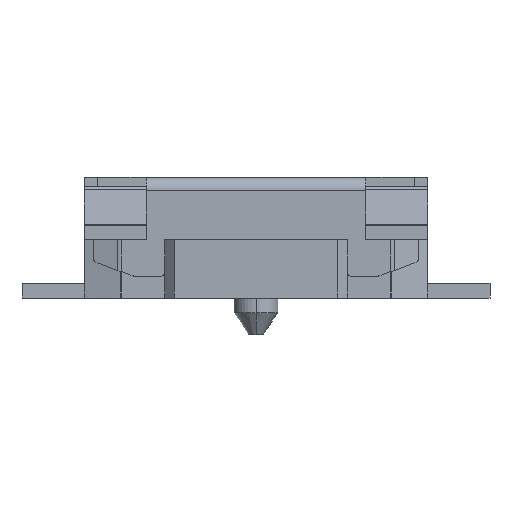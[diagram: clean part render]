
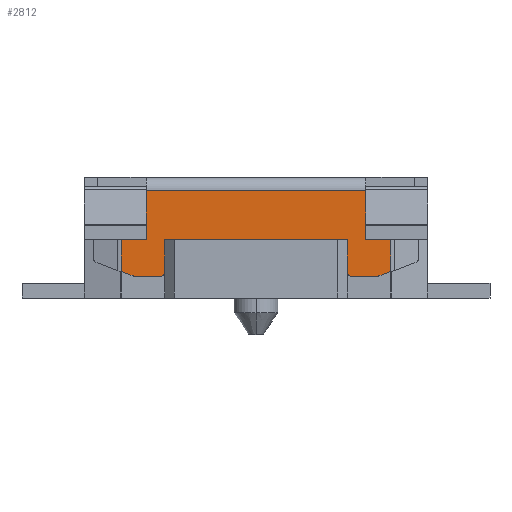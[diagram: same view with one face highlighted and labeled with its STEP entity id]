
A CAD part, left-side view. The second image highlights one B-rep face of the part: STEP entity #2812.
In plain terms, the highlighted planar face has unit normal (-1, 0, 0).
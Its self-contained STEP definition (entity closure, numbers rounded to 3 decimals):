
#5 = VERTEX_POINT ( 'NONE', #9819 ) ;
#63 = EDGE_CURVE ( 'NONE', #6677, #1485, #2905, .T. ) ;
#100 = AXIS2_PLACEMENT_3D ( 'NONE', #7053, #3040, #653 ) ;
#242 = AXIS2_PLACEMENT_3D ( 'NONE', #6079, #2668, #8545 ) ;
#342 = ORIENTED_EDGE ( 'NONE', *, *, #9557, .T. ) ;
#395 = CARTESIAN_POINT ( 'NONE',  ( -1.75, -1.843, 0.8 ) ) ;
#412 = CIRCLE ( 'NONE', #242, 0.05 ) ;
#420 = DIRECTION ( 'NONE',  ( 0., 0., -1. ) ) ;
#467 = ORIENTED_EDGE ( 'NONE', *, *, #4034, .T. ) ;
#517 = DIRECTION ( 'NONE',  ( 0., 0., -1. ) ) ;
#534 = EDGE_CURVE ( 'NONE', #6990, #5, #4308, .T. ) ;
#605 = EDGE_CURVE ( 'NONE', #3935, #3690, #8253, .T. ) ;
#629 = CARTESIAN_POINT ( 'NONE',  ( -1.75, 1.861, -1.014 ) ) ;
#653 = DIRECTION ( 'NONE',  ( 0., 1., 0. ) ) ;
#664 = CARTESIAN_POINT ( 'NONE',  ( -1.75, 2.35, 0.8 ) ) ;
#672 = VERTEX_POINT ( 'NONE', #2915 ) ;
#673 = EDGE_CURVE ( 'NONE', #6397, #7270, #9287, .T. ) ;
#927 = VECTOR ( 'NONE', #7298, 1000. ) ;
#1066 = DIRECTION ( 'NONE',  ( 0., -1., 0. ) ) ;
#1072 = VECTOR ( 'NONE', #5995, 1000. ) ;
#1304 = DIRECTION ( 'NONE',  ( 0., 0., -1. ) ) ;
#1382 = CARTESIAN_POINT ( 'NONE',  ( -1.75, 1.5, 1.47 ) ) ;
#1412 = EDGE_CURVE ( 'NONE', #4547, #8743, #5873, .T. ) ;
#1485 = VERTEX_POINT ( 'NONE', #2790 ) ;
#1523 = CARTESIAN_POINT ( 'NONE',  ( -1.75, 1.663, 0.3 ) ) ;
#1655 = CARTESIAN_POINT ( 'NONE',  ( -1.75, -1.5, 6.088 ) ) ;
#1708 = VERTEX_POINT ( 'NONE', #8985 ) ;
#1733 = CARTESIAN_POINT ( 'NONE',  ( -1.75, 1.843, 0.8 ) ) ;
#1810 = CARTESIAN_POINT ( 'NONE',  ( -1.75, 2.35, 0.3 ) ) ;
#1965 = DIRECTION ( 'NONE',  ( 0., -1., 0. ) ) ;
#1996 = ORIENTED_EDGE ( 'NONE', *, *, #1412, .F. ) ;
#2077 = EDGE_CURVE ( 'NONE', #3690, #4547, #6519, .T. ) ;
#2245 = VECTOR ( 'NONE', #10036, 1000. ) ;
#2369 = ORIENTED_EDGE ( 'NONE', *, *, #2077, .F. ) ;
#2445 = AXIS2_PLACEMENT_3D ( 'NONE', #7851, #3693, #1304 ) ;
#2462 = LINE ( 'NONE', #4846, #10354 ) ;
#2555 = VERTEX_POINT ( 'NONE', #9214 ) ;
#2620 = CARTESIAN_POINT ( 'NONE',  ( -1.75, 2.35, 1.47 ) ) ;
#2668 = DIRECTION ( 'NONE',  ( -1., 0., 0. ) ) ;
#2688 = CARTESIAN_POINT ( 'NONE',  ( -1.75, 1.25, 0.35 ) ) ;
#2764 = CARTESIAN_POINT ( 'NONE',  ( -1.75, -1.843, 0.3 ) ) ;
#2790 = CARTESIAN_POINT ( 'NONE',  ( -1.75, -1.68, 0.303 ) ) ;
#2799 = VECTOR ( 'NONE', #1965, 1000. ) ;
#2812 = ADVANCED_FACE ( 'NONE', ( #4623 ), #3837, .F. ) ;
#2853 = EDGE_CURVE ( 'NONE', #4915, #8138, #2462, .T. ) ;
#2905 = LINE ( 'NONE', #629, #7522 ) ;
#2915 = CARTESIAN_POINT ( 'NONE',  ( -1.75, -1.3, 0.3 ) ) ;
#3040 = DIRECTION ( 'NONE',  ( 1., 0., 0. ) ) ;
#3192 = ORIENTED_EDGE ( 'NONE', *, *, #63, .F. ) ;
#3271 = ORIENTED_EDGE ( 'NONE', *, *, #534, .F. ) ;
#3318 = VERTEX_POINT ( 'NONE', #5681 ) ;
#3327 = CARTESIAN_POINT ( 'NONE',  ( -1.75, 2.35, 0.3 ) ) ;
#3367 = CARTESIAN_POINT ( 'NONE',  ( -1.75, -1.3, 0.35 ) ) ;
#3379 = CARTESIAN_POINT ( 'NONE',  ( -1.75, -1.5, 1.47 ) ) ;
#3386 = EDGE_CURVE ( 'NONE', #4915, #6509, #412, .T. ) ;
#3518 = CARTESIAN_POINT ( 'NONE',  ( -1.75, 1.843, 0.8 ) ) ;
#3648 = CIRCLE ( 'NONE', #5675, 0.05 ) ;
#3690 = VERTEX_POINT ( 'NONE', #3379 ) ;
#3693 = DIRECTION ( 'NONE',  ( -1., 0., 0. ) ) ;
#3696 = EDGE_CURVE ( 'NONE', #6509, #2555, #5762, .T. ) ;
#3742 = CARTESIAN_POINT ( 'NONE',  ( -1.75, 1.843, 0.3 ) ) ;
#3743 = LINE ( 'NONE', #4438, #7716 ) ;
#3837 = PLANE ( 'NONE',  #100 ) ;
#3853 = ORIENTED_EDGE ( 'NONE', *, *, #3386, .T. ) ;
#3935 = VERTEX_POINT ( 'NONE', #1382 ) ;
#4027 = ORIENTED_EDGE ( 'NONE', *, *, #8422, .F. ) ;
#4034 = EDGE_CURVE ( 'NONE', #3935, #5, #3743, .T. ) ;
#4308 = LINE ( 'NONE', #3518, #7985 ) ;
#4328 = DIRECTION ( 'NONE',  ( 0., -1., 0. ) ) ;
#4359 = LINE ( 'NONE', #2764, #1072 ) ;
#4438 = CARTESIAN_POINT ( 'NONE',  ( -1.75, 1.5, 6.088 ) ) ;
#4540 = DIRECTION ( 'NONE',  ( 0., -1., 0. ) ) ;
#4547 = VERTEX_POINT ( 'NONE', #9185 ) ;
#4623 = FACE_OUTER_BOUND ( 'NONE', #7302, .T. ) ;
#4829 = CARTESIAN_POINT ( 'NONE',  ( -1.75, 1.3, 0.35 ) ) ;
#4846 = CARTESIAN_POINT ( 'NONE',  ( -1.75, 2.268, 0.522 ) ) ;
#4915 = VERTEX_POINT ( 'NONE', #7438 ) ;
#5254 = EDGE_CURVE ( 'NONE', #1708, #672, #3648, .T. ) ;
#5410 = VERTEX_POINT ( 'NONE', #9052 ) ;
#5459 = VECTOR ( 'NONE', #8982, 1000. ) ;
#5662 = CIRCLE ( 'NONE', #2445, 0.05 ) ;
#5675 = AXIS2_PLACEMENT_3D ( 'NONE', #3367, #7425, #6539 ) ;
#5681 = CARTESIAN_POINT ( 'NONE',  ( -1.75, -1.663, 0.3 ) ) ;
#5762 = LINE ( 'NONE', #3327, #7871 ) ;
#5873 = LINE ( 'NONE', #6795, #9164 ) ;
#5995 = DIRECTION ( 'NONE',  ( 0., 0., 1. ) ) ;
#6008 = ORIENTED_EDGE ( 'NONE', *, *, #605, .F. ) ;
#6079 = CARTESIAN_POINT ( 'NONE',  ( -1.75, 1.663, 0.35 ) ) ;
#6199 = ORIENTED_EDGE ( 'NONE', *, *, #9396, .T. ) ;
#6397 = VERTEX_POINT ( 'NONE', #2688 ) ;
#6509 = VERTEX_POINT ( 'NONE', #1523 ) ;
#6519 = LINE ( 'NONE', #1655, #927 ) ;
#6539 = DIRECTION ( 'NONE',  ( 0., 0., -1. ) ) ;
#6598 = DIRECTION ( 'NONE',  ( 0., -1., 0. ) ) ;
#6677 = VERTEX_POINT ( 'NONE', #6724 ) ;
#6724 = CARTESIAN_POINT ( 'NONE',  ( -1.75, -1.843, 0.364 ) ) ;
#6795 = CARTESIAN_POINT ( 'NONE',  ( -1.75, -1.5, 0.8 ) ) ;
#6890 = CARTESIAN_POINT ( 'NONE',  ( -1.75, 1.25, 0.3 ) ) ;
#6898 = ORIENTED_EDGE ( 'NONE', *, *, #7265, .T. ) ;
#6965 = ORIENTED_EDGE ( 'NONE', *, *, #673, .T. ) ;
#6990 = VERTEX_POINT ( 'NONE', #1733 ) ;
#7053 = CARTESIAN_POINT ( 'NONE',  ( -1.75, 2.35, 0.3 ) ) ;
#7063 = CARTESIAN_POINT ( 'NONE',  ( -1.75, -1.25, 0.3 ) ) ;
#7166 = DIRECTION ( 'NONE',  ( 0., 0., 1. ) ) ;
#7193 = ORIENTED_EDGE ( 'NONE', *, *, #2853, .F. ) ;
#7250 = DIRECTION ( 'NONE',  ( 0., 0., -1. ) ) ;
#7265 = EDGE_CURVE ( 'NONE', #3318, #1485, #5662, .T. ) ;
#7270 = VERTEX_POINT ( 'NONE', #9424 ) ;
#7298 = DIRECTION ( 'NONE',  ( 0., 0., -1. ) ) ;
#7302 = EDGE_LOOP ( 'NONE', ( #342, #6898, #3192, #8189, #1996, #2369, #6008, #467, #3271, #4027, #7193, #3853, #9051, #6199, #6965, #8371, #9201, #10217 ) ) ;
#7318 = EDGE_CURVE ( 'NONE', #7270, #5410, #8539, .T. ) ;
#7425 = DIRECTION ( 'NONE',  ( -1., 0., 0. ) ) ;
#7438 = CARTESIAN_POINT ( 'NONE',  ( -1.75, 1.68, 0.303 ) ) ;
#7522 = VECTOR ( 'NONE', #7914, 1000. ) ;
#7716 = VECTOR ( 'NONE', #420, 1000. ) ;
#7795 = LINE ( 'NONE', #3742, #9159 ) ;
#7851 = CARTESIAN_POINT ( 'NONE',  ( -1.75, -1.663, 0.35 ) ) ;
#7871 = VECTOR ( 'NONE', #6598, 1000. ) ;
#7914 = DIRECTION ( 'NONE',  ( 0., 0.937, -0.349 ) ) ;
#7949 = EDGE_CURVE ( 'NONE', #6677, #8743, #4359, .T. ) ;
#7985 = VECTOR ( 'NONE', #1066, 1000. ) ;
#8042 = DIRECTION ( 'NONE',  ( -1., 0., 0. ) ) ;
#8138 = VERTEX_POINT ( 'NONE', #8805 ) ;
#8189 = ORIENTED_EDGE ( 'NONE', *, *, #7949, .T. ) ;
#8245 = LINE ( 'NONE', #1810, #2799 ) ;
#8253 = LINE ( 'NONE', #2620, #5459 ) ;
#8371 = ORIENTED_EDGE ( 'NONE', *, *, #7318, .T. ) ;
#8404 = EDGE_CURVE ( 'NONE', #5410, #1708, #8626, .T. ) ;
#8422 = EDGE_CURVE ( 'NONE', #8138, #6990, #7795, .T. ) ;
#8508 = VECTOR ( 'NONE', #4540, 1000. ) ;
#8510 = AXIS2_PLACEMENT_3D ( 'NONE', #4829, #8042, #7250 ) ;
#8539 = LINE ( 'NONE', #664, #8508 ) ;
#8545 = DIRECTION ( 'NONE',  ( 0., 0., -1. ) ) ;
#8626 = LINE ( 'NONE', #7063, #8825 ) ;
#8743 = VERTEX_POINT ( 'NONE', #395 ) ;
#8805 = CARTESIAN_POINT ( 'NONE',  ( -1.75, 1.843, 0.364 ) ) ;
#8825 = VECTOR ( 'NONE', #517, 1000. ) ;
#8827 = DIRECTION ( 'NONE',  ( 0., 0.937, 0.349 ) ) ;
#8982 = DIRECTION ( 'NONE',  ( 0., -1., 0. ) ) ;
#8985 = CARTESIAN_POINT ( 'NONE',  ( -1.75, -1.25, 0.35 ) ) ;
#9051 = ORIENTED_EDGE ( 'NONE', *, *, #3696, .T. ) ;
#9052 = CARTESIAN_POINT ( 'NONE',  ( -1.75, -1.25, 0.8 ) ) ;
#9159 = VECTOR ( 'NONE', #7166, 1000. ) ;
#9164 = VECTOR ( 'NONE', #4328, 1000. ) ;
#9185 = CARTESIAN_POINT ( 'NONE',  ( -1.75, -1.5, 0.8 ) ) ;
#9201 = ORIENTED_EDGE ( 'NONE', *, *, #8404, .T. ) ;
#9214 = CARTESIAN_POINT ( 'NONE',  ( -1.75, 1.3, 0.3 ) ) ;
#9287 = LINE ( 'NONE', #6890, #2245 ) ;
#9347 = CIRCLE ( 'NONE', #8510, 0.05 ) ;
#9396 = EDGE_CURVE ( 'NONE', #2555, #6397, #9347, .T. ) ;
#9424 = CARTESIAN_POINT ( 'NONE',  ( -1.75, 1.25, 0.8 ) ) ;
#9557 = EDGE_CURVE ( 'NONE', #672, #3318, #8245, .T. ) ;
#9819 = CARTESIAN_POINT ( 'NONE',  ( -1.75, 1.5, 0.8 ) ) ;
#10036 = DIRECTION ( 'NONE',  ( 0., 0., 1. ) ) ;
#10217 = ORIENTED_EDGE ( 'NONE', *, *, #5254, .T. ) ;
#10354 = VECTOR ( 'NONE', #8827, 1000. ) ;
